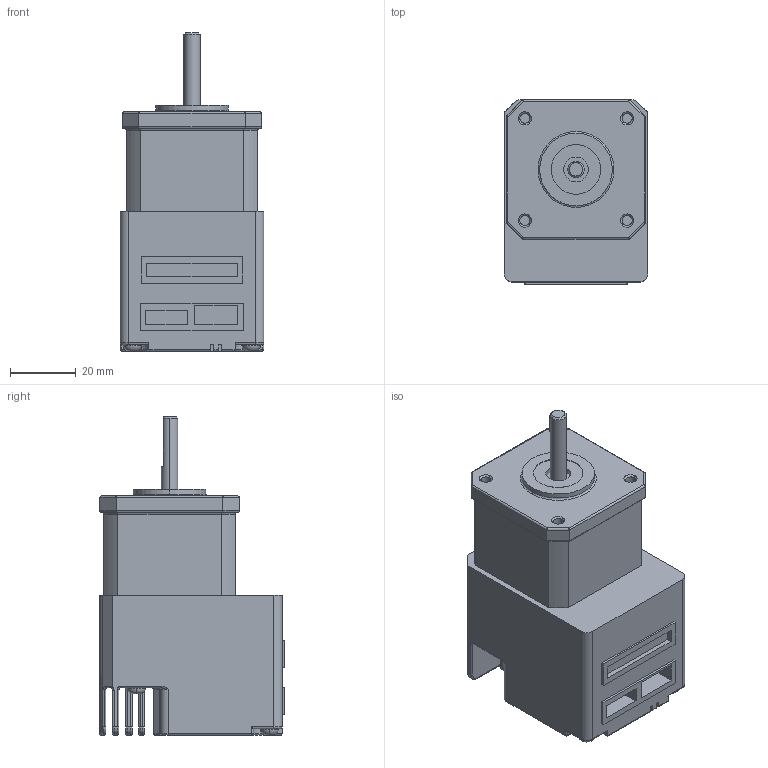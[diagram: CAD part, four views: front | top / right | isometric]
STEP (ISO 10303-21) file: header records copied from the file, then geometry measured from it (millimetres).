
FILE_DESCRIPTION (( 'STEP AP214' ), '1' );
FILE_NAME ('STP-MTRD-17030RE.STEP', '2018-06-25T20:30:12', ( '' ), ( '' ), 'SwSTEP 2.0', 'SolidWorks 2017', '' );
FILE_SCHEMA (( 'AUTOMOTIVE_DESIGN' ));
Length unit declared in the file: centimetre
Products named in the file (1): STP-MTRD-17030RE
Bounding box: 43.5 x 55.85 x 96.5 mm (x, y, z)
Volume: 142403.8 mm3; surface area: 23094.5 mm2
Topology: 2 solids, 2 shells, 397 faces, 981 edges, 597 vertices
Faces by surface type: cylinder 157, plane 149, torus 50, bspline 24, cone 11, sphere 6
Entity records: 16014 total; most frequent: CARTESIAN_POINT 2792, ORIENTED_EDGE 1942, DIRECTION 1919, EDGE_CURVE 971, AXIS2_PLACEMENT_3D 708, VERTEX_POINT 597, VECTOR 503, LINE 503
